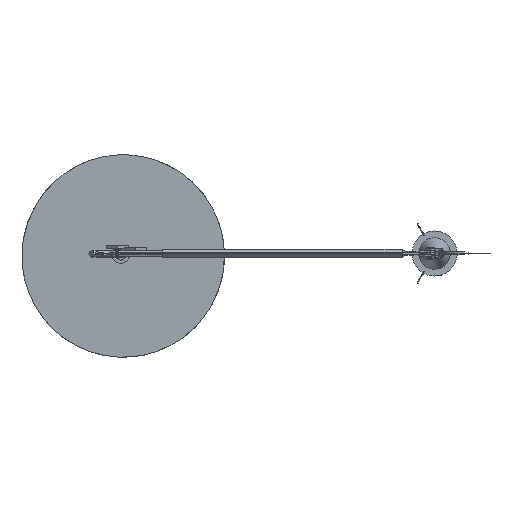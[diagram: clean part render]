
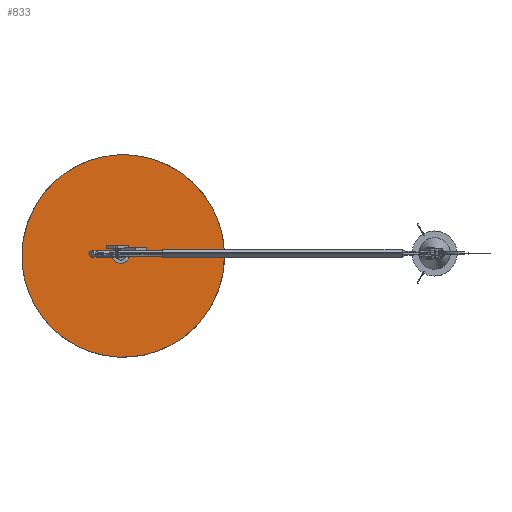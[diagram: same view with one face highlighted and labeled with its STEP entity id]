
A CAD part, top view. The second image highlights one B-rep face of the part: STEP entity #833.
In plain terms, the highlighted planar face has unit normal (0, 0, 1).
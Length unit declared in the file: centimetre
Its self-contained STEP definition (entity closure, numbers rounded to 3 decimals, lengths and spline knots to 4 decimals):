
#833=ADVANCED_FACE($,(#1471),#8356,.T.);
#1471=FACE_OUTER_BOUND($,#2141,.T.);
#2141=EDGE_LOOP($,(#5373,#5374));
#5373=ORIENTED_EDGE($,*,*,#7092,.F.);
#5374=ORIENTED_EDGE($,*,*,#7095,.F.);
#7092=EDGE_CURVE($,#8203,#8204,#9660,.T.);
#7095=EDGE_CURVE($,#8204,#8203,#9663,.T.);
#8203=VERTEX_POINT($,#29455);
#8204=VERTEX_POINT($,#29456);
#8356=PLANE($,#10821);
#9660=(
BOUNDED_CURVE()
B_SPLINE_CURVE(2,(#29414,#29415,#29416,#29417,#29418),.UNSPECIFIED.,.F.,
.F.)
B_SPLINE_CURVE_WITH_KNOTS((3,2,3),(-518.39,-259.195,0.),
.UNSPECIFIED.)
CURVE()
GEOMETRIC_REPRESENTATION_ITEM()
RATIONAL_B_SPLINE_CURVE((1.,0.707,1.,0.707,1.))
REPRESENTATION_ITEM($)
);
#9663=(
BOUNDED_CURVE()
B_SPLINE_CURVE(2,(#29426,#29427,#29428,#29429,#29430),.UNSPECIFIED.,.F.,
.F.)
B_SPLINE_CURVE_WITH_KNOTS((3,2,3),(-1036.78,-777.585,-518.39),
.UNSPECIFIED.)
CURVE()
GEOMETRIC_REPRESENTATION_ITEM()
RATIONAL_B_SPLINE_CURVE((1.,0.707,1.,0.707,1.))
REPRESENTATION_ITEM($)
);
#10821=AXIS2_PLACEMENT_3D($,#29441,#10987,$);
#10987=DIRECTION($,(0.,0.,1.));
#29414=CARTESIAN_POINT($,(-22.652,-0.3316,7.8367));
#29415=CARTESIAN_POINT($,(-22.8211,16.1684,7.8367));
#29416=CARTESIAN_POINT($,(-6.3211,16.3375,7.8367));
#29417=CARTESIAN_POINT($,(10.1789,16.5066,7.8367));
#29418=CARTESIAN_POINT($,(10.348,0.0066,7.8367));
#29426=CARTESIAN_POINT($,(10.348,0.0066,7.8367));
#29427=CARTESIAN_POINT($,(10.5171,-16.4934,7.8367));
#29428=CARTESIAN_POINT($,(-5.9829,-16.6625,7.8367));
#29429=CARTESIAN_POINT($,(-22.4829,-16.8316,7.8367));
#29430=CARTESIAN_POINT($,(-22.652,-0.3316,7.8367));
#29441=CARTESIAN_POINT($,(-22.9829,-16.9934,7.8367));
#29455=CARTESIAN_POINT($,(-22.652,-0.3316,7.8367));
#29456=CARTESIAN_POINT($,(10.348,0.0066,7.8367));
